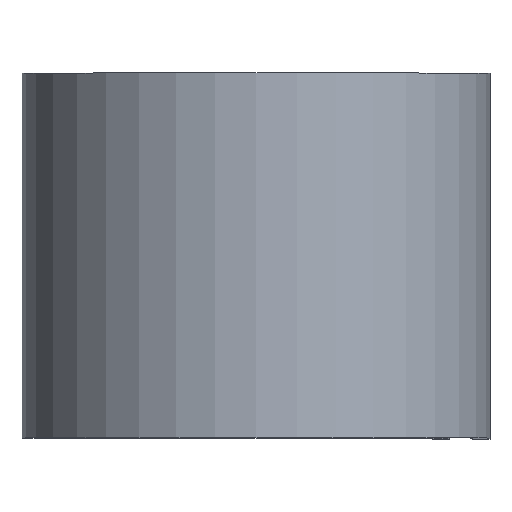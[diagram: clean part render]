
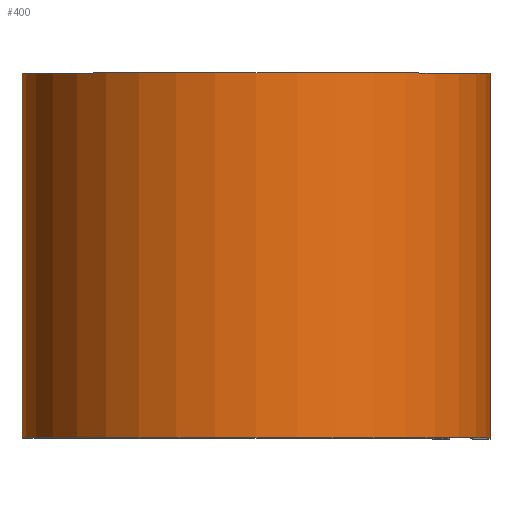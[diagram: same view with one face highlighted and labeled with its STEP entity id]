
A CAD part, top view. The second image highlights one B-rep face of the part: STEP entity #400.
In plain terms, the highlighted cylindrical face has radius 16.294 mm (diameter 32.588 mm), a partial arc.
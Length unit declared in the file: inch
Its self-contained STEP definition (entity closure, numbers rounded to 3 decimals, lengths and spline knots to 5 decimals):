
#32 = EDGE_CURVE ( 'NONE', #610, #514, #378, .T. ) ;
#38 = CARTESIAN_POINT ( 'NONE',  ( 0.6415, 0.5, 0. ) ) ;
#40 = DIRECTION ( 'NONE',  ( 1., 0., 0. ) ) ;
#45 = ORIENTED_EDGE ( 'NONE', *, *, #115, .T. ) ;
#87 = CARTESIAN_POINT ( 'NONE',  ( 0.6415, 0.5, 0. ) ) ;
#115 = EDGE_CURVE ( 'NONE', #610, #219, #518, .T. ) ;
#133 = AXIS2_PLACEMENT_3D ( 'NONE', #370, #375, #365 ) ;
#134 = CARTESIAN_POINT ( 'NONE',  ( 0., 0.5, 0. ) ) ;
#156 = EDGE_CURVE ( 'NONE', #514, #167, #618, .T. ) ;
#167 = VERTEX_POINT ( 'NONE', #496 ) ;
#186 = CARTESIAN_POINT ( 'NONE',  ( 0., -0.5, -0.6415 ) ) ;
#204 = ORIENTED_EDGE ( 'NONE', *, *, #32, .F. ) ;
#207 = CARTESIAN_POINT ( 'NONE',  ( 0., -0.5, 0. ) ) ;
#219 = VERTEX_POINT ( 'NONE', #186 ) ;
#283 = EDGE_LOOP ( 'NONE', ( #556, #342, #204, #45 ) ) ;
#308 = EDGE_CURVE ( 'NONE', #219, #167, #395, .T. ) ;
#310 = CYLINDRICAL_SURFACE ( 'NONE', #133, 0.6415 ) ;
#342 = ORIENTED_EDGE ( 'NONE', *, *, #156, .F. ) ;
#357 = FACE_OUTER_BOUND ( 'NONE', #283, .T. ) ;
#365 = DIRECTION ( 'NONE',  ( 0., 0., -1. ) ) ;
#370 = CARTESIAN_POINT ( 'NONE',  ( 0., 0.5, 0. ) ) ;
#375 = DIRECTION ( 'NONE',  ( 0., -1., 0. ) ) ;
#378 = CIRCLE ( 'NONE', #562, 0.6415 ) ;
#395 = CIRCLE ( 'NONE', #457, 0.6415 ) ;
#400 = ADVANCED_FACE ( 'NONE', ( #357 ), #310, .T. ) ;
#457 = AXIS2_PLACEMENT_3D ( 'NONE', #207, #498, #685 ) ;
#490 = CARTESIAN_POINT ( 'NONE',  ( 0., 0.5, -0.6415 ) ) ;
#496 = CARTESIAN_POINT ( 'NONE',  ( 0.6415, -0.5, 0. ) ) ;
#498 = DIRECTION ( 'NONE',  ( 0., 1., 0. ) ) ;
#514 = VERTEX_POINT ( 'NONE', #38 ) ;
#518 = LINE ( 'NONE', #490, #558 ) ;
#529 = DIRECTION ( 'NONE',  ( 0., 1., 0. ) ) ;
#547 = DIRECTION ( 'NONE',  ( 0., -1., 0. ) ) ;
#556 = ORIENTED_EDGE ( 'NONE', *, *, #308, .T. ) ;
#558 = VECTOR ( 'NONE', #640, 39.37008 ) ;
#562 = AXIS2_PLACEMENT_3D ( 'NONE', #134, #529, #40 ) ;
#604 = CARTESIAN_POINT ( 'NONE',  ( 0., 0.5, -0.6415 ) ) ;
#610 = VERTEX_POINT ( 'NONE', #604 ) ;
#618 = LINE ( 'NONE', #87, #631 ) ;
#631 = VECTOR ( 'NONE', #547, 39.37008 ) ;
#640 = DIRECTION ( 'NONE',  ( 0., -1., 0. ) ) ;
#685 = DIRECTION ( 'NONE',  ( 1., 0., 0. ) ) ;
